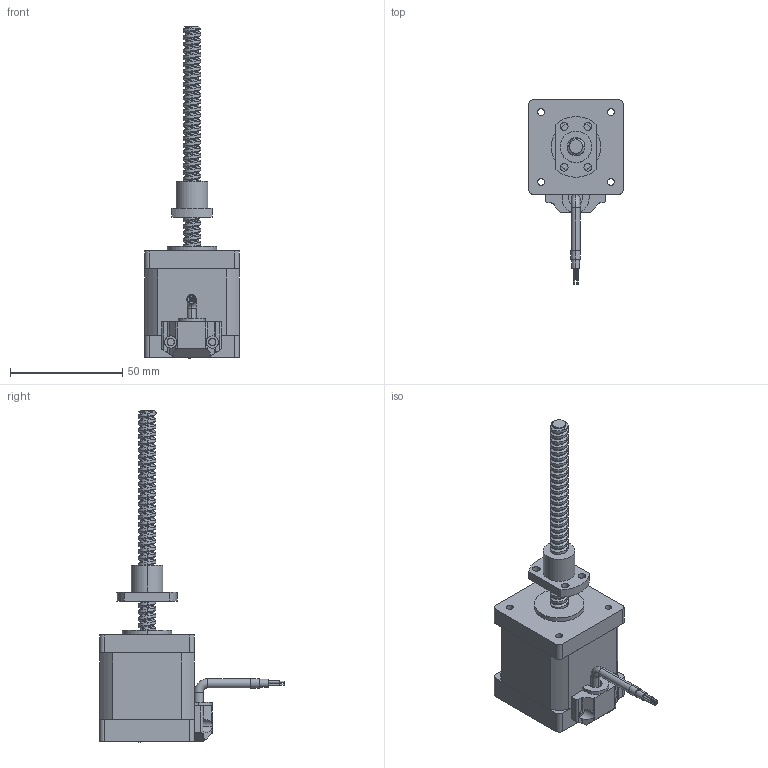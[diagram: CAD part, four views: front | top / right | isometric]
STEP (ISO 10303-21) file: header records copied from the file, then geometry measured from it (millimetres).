
FILE_DESCRIPTION (( 'STEP AP214' ), '1' );
FILE_NAME ('42E248-BS0802-25-4-100-001.STEP', '2024-11-16T06:51:44', ( 'MM' ), ( 'Microsoft' ), 'SwSTEP 2.0', 'SolidWorks 2024', '' );
FILE_SCHEMA (( 'AUTOMOTIVE_DESIGN' ));
Length unit declared in the file: millimetre
Products named in the file (1): 42E248-BS0802-25-4-100-001
Bounding box: 42 x 82 x 147.6 mm (x, y, z)
Volume: 90521.2 mm3; surface area: 24085.2 mm2
Topology: 4 solids, 4 shells, 247 faces, 655 edges, 432 vertices
Faces by surface type: cylinder 168, plane 66, torus 6, bspline 4, cone 3
Entity records: 15070 total; most frequent: CARTESIAN_POINT 9073, ORIENTED_EDGE 1310, DIRECTION 1192, EDGE_CURVE 655, AXIS2_PLACEMENT_3D 455, VERTEX_POINT 432, EDGE_LOOP 303, VECTOR 282
